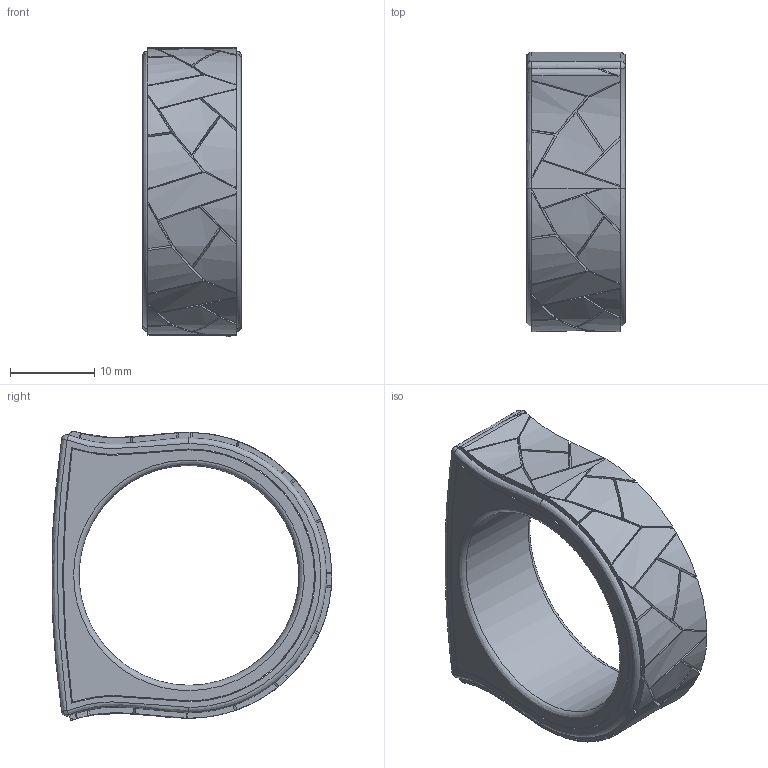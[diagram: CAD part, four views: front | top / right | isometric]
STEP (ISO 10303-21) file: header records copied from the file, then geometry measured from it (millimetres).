
FILE_DESCRIPTION(('FreeCAD Model'),'2;1');
FILE_NAME('Open CASCADE Shape Model','2025-04-25T16:00:14',('FreeCAD'),( 'FreeCAD'),'Open CASCADE STEP processor 7.6','FreeCAD','Unknown');
FILE_SCHEMA(('AUTOMOTIVE_DESIGN { 1 0 10303 214 1 1 1 1 }'));
Length unit declared in the file: millimetre
Products named in the file (1): Open CASCADE STEP translator 7.6 1
Bounding box: 11.76 x 33.25 x 34.4 mm (x, y, z)
Volume: 4276.2 mm3; surface area: 6036.8 mm2
Topology: 2 solids, 2 shells, 272 faces, 701 edges, 441 vertices
Faces by surface type: bspline 272
Entity records: 10758 total; most frequent: CARTESIAN_POINT 6534, ORIENTED_EDGE 1402, EDGE_CURVE 701, B_SPLINE_CURVE_WITH_KNOTS 594, VERTEX_POINT 441, FACE_BOUND 284, EDGE_LOOP 284, ADVANCED_FACE 272
